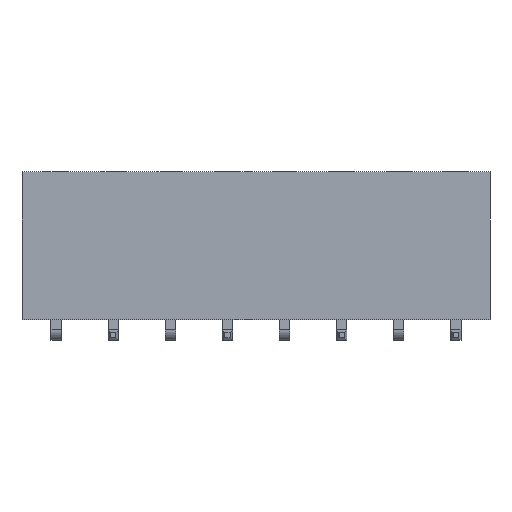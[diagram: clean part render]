
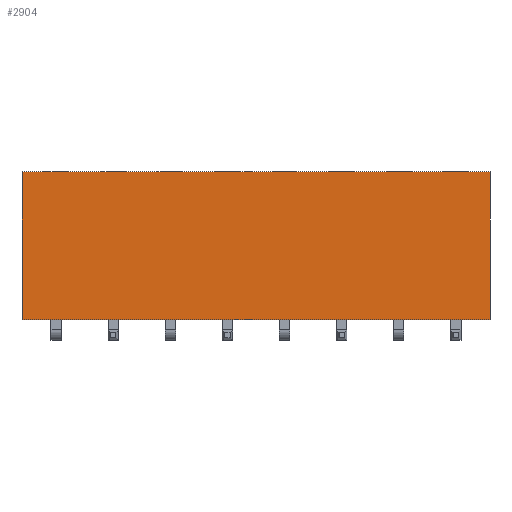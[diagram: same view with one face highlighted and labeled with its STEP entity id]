
A CAD part, front view. The second image highlights one B-rep face of the part: STEP entity #2904.
In plain terms, the highlighted planar face has unit normal (0, -1, 0).
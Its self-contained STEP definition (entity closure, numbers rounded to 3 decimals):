
#138=FACE_OUTER_BOUND('',#328,.T.);
#328=EDGE_LOOP('',(#2195,#2196,#2197,#2198));
#596=LINE('',#4319,#984);
#604=LINE('',#4334,#992);
#605=LINE('',#4336,#993);
#606=LINE('',#4337,#994);
#984=VECTOR('',#3516,10.);
#992=VECTOR('',#3528,10.);
#993=VECTOR('',#3531,10.);
#994=VECTOR('',#3532,10.);
#1307=VERTEX_POINT('',#4315);
#1309=VERTEX_POINT('',#4318);
#1313=VERTEX_POINT('',#4330);
#1314=VERTEX_POINT('',#4332);
#1620=EDGE_CURVE('',#1307,#1309,#596,.T.);
#1628=EDGE_CURVE('',#1313,#1314,#604,.T.);
#1629=EDGE_CURVE('',#1313,#1307,#605,.T.);
#1630=EDGE_CURVE('',#1309,#1314,#606,.T.);
#2195=ORIENTED_EDGE('',*,*,#1629,.F.);
#2196=ORIENTED_EDGE('',*,*,#1628,.T.);
#2197=ORIENTED_EDGE('',*,*,#1630,.F.);
#2198=ORIENTED_EDGE('',*,*,#1620,.F.);
#2738=PLANE('',#3100);
#2904=ADVANCED_FACE('',(#138),#2738,.T.);
#3100=AXIS2_PLACEMENT_3D('',#4335,#3529,#3530);
#3516=DIRECTION('',(1.,0.,0.));
#3528=DIRECTION('',(1.,0.,0.));
#3529=DIRECTION('center_axis',(0.,-1.,0.));
#3530=DIRECTION('ref_axis',(0.,0.,-1.));
#3531=DIRECTION('',(0.,0.,1.));
#3532=DIRECTION('',(0.,0.,-1.));
#4315=CARTESIAN_POINT('',(-1.52,-1.27,7.5));
#4318=CARTESIAN_POINT('',(19.3,-1.27,7.5));
#4319=CARTESIAN_POINT('',(-1.52,-1.27,7.5));
#4330=CARTESIAN_POINT('',(-1.52,-1.27,0.92));
#4332=CARTESIAN_POINT('',(19.3,-1.27,0.92));
#4334=CARTESIAN_POINT('',(-1.52,-1.27,0.92));
#4335=CARTESIAN_POINT('Origin',(-1.52,-1.27,7.5));
#4336=CARTESIAN_POINT('',(-1.52,-1.27,0.92));
#4337=CARTESIAN_POINT('',(19.3,-1.27,0.92));
